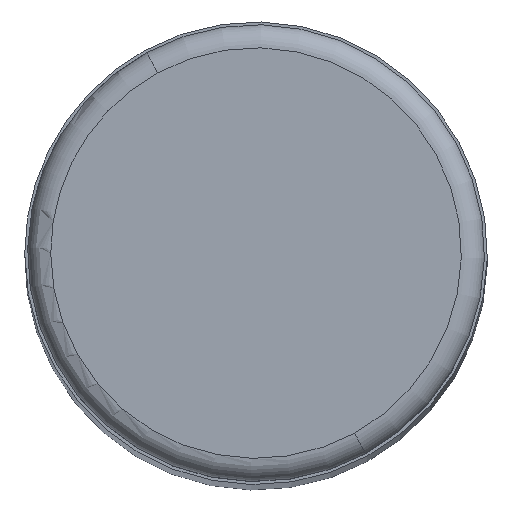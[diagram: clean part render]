
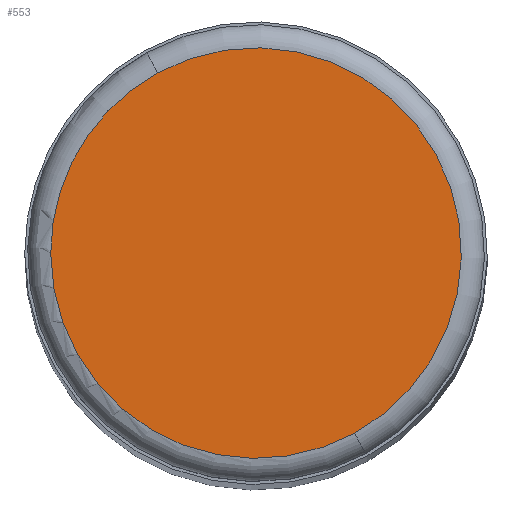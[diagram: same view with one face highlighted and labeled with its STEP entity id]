
A CAD part, top view. The second image highlights one B-rep face of the part: STEP entity #553.
In plain terms, the highlighted planar face has unit normal (0, 0, 1).
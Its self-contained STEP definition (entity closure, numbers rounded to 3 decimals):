
#163=CARTESIAN_POINT('',(0.,0.,200.));
#164=DIRECTION('',(0.,0.,1.));
#165=DIRECTION('',(0.479,-0.878,0.));
#166=AXIS2_PLACEMENT_3D('',#163,#164,#165);
#171=CARTESIAN_POINT('',(0.,0.,200.));
#172=DIRECTION('',(0.,0.,1.));
#173=DIRECTION('',(-1.,0.,0.));
#174=AXIS2_PLACEMENT_3D('',#171,#172,#173);
#179=CARTESIAN_POINT('',(0.,0.,200.));
#180=DIRECTION('',(0.,0.,1.));
#181=DIRECTION('',(-0.479,0.878,0.));
#182=AXIS2_PLACEMENT_3D('',#179,#180,#181);
#475=CARTESIAN_POINT('',(4.255,-7.789,200.));
#476=CARTESIAN_POINT('',(-4.255,7.789,200.));
#477=VERTEX_POINT('',#475);
#478=VERTEX_POINT('',#476);
#483=CARTESIAN_POINT('',(-8.875,0.,200.));
#484=VERTEX_POINT('',#483);
#541=CARTESIAN_POINT('',(0.,0.,200.));
#542=DIRECTION('',(0.,0.,1.));
#543=DIRECTION('',(1.,0.,0.));
#544=AXIS2_PLACEMENT_3D('',#541,#542,#543);
#545=PLANE('',#544);
#546=ORIENTED_EDGE('',*,*,#530,.F.);
#548=ORIENTED_EDGE('',*,*,#547,.F.);
#550=ORIENTED_EDGE('',*,*,#549,.F.);
#551=EDGE_LOOP('',(#546,#548,#550));
#552=FACE_OUTER_BOUND('',#551,.F.);
#553=ADVANCED_FACE('',(#552),#545,.T.);
#167=CIRCLE('',#166,8.875);
#175=CIRCLE('',#174,8.875);
#183=CIRCLE('',#182,8.875);
#530=EDGE_CURVE('',#477,#478,#167,.T.);
#547=EDGE_CURVE('',#484,#477,#175,.T.);
#549=EDGE_CURVE('',#478,#484,#183,.T.);
